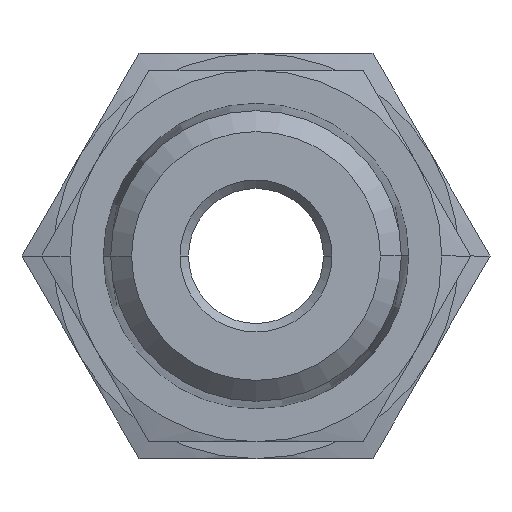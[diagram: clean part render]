
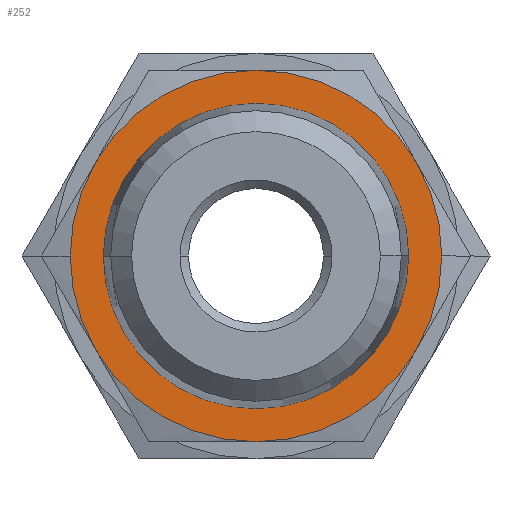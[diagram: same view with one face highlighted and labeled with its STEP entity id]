
A CAD part, left-side view. The second image highlights one B-rep face of the part: STEP entity #252.
In plain terms, the highlighted planar face has unit normal (-1, 0, 0).
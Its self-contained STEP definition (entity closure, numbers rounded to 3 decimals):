
#252 = ADVANCED_FACE( '', ( #470, #471 ), #472, .T. );
#470 = FACE_BOUND( '', #741, .T. );
#471 = FACE_OUTER_BOUND( '', #742, .T. );
#472 = PLANE( '', #743 );
#741 = EDGE_LOOP( '', ( #1464, #1465 ) );
#742 = EDGE_LOOP( '', ( #1466, #1467, #1468, #1469, #1470, #1471, #1472, #1473 ) );
#743 = AXIS2_PLACEMENT_3D( '', #1474, #1475, #1476 );
#1464 = ORIENTED_EDGE( '', *, *, #1819, .F. );
#1465 = ORIENTED_EDGE( '', *, *, #2011, .F. );
#1466 = ORIENTED_EDGE( '', *, *, #1999, .T. );
#1467 = ORIENTED_EDGE( '', *, *, #1850, .T. );
#1468 = ORIENTED_EDGE( '', *, *, #1994, .T. );
#1469 = ORIENTED_EDGE( '', *, *, #1995, .T. );
#1470 = ORIENTED_EDGE( '', *, *, #1852, .T. );
#1471 = ORIENTED_EDGE( '', *, *, #1996, .T. );
#1472 = ORIENTED_EDGE( '', *, *, #1997, .T. );
#1473 = ORIENTED_EDGE( '', *, *, #1998, .T. );
#1474 = CARTESIAN_POINT( '', ( -3.3, 10.02, 0. ) );
#1475 = DIRECTION( '', ( -1., 0., 0. ) );
#1476 = DIRECTION( '', ( 0., 1., 0. ) );
#1819 = EDGE_CURVE( '', #2114, #2116, #2117, .T. );
#1850 = EDGE_CURVE( '', #2169, #2171, #2173, .T. );
#1852 = EDGE_CURVE( '', #2177, #2174, #2178, .T. );
#1994 = EDGE_CURVE( '', #2171, #2367, #2410, .T. );
#1995 = EDGE_CURVE( '', #2367, #2177, #2411, .T. );
#1996 = EDGE_CURVE( '', #2174, #2398, #2412, .T. );
#1997 = EDGE_CURVE( '', #2398, #2390, #2413, .T. );
#1998 = EDGE_CURVE( '', #2390, #2377, #2414, .T. );
#1999 = EDGE_CURVE( '', #2377, #2169, #2415, .T. );
#2011 = EDGE_CURVE( '', #2116, #2114, #2427, .T. );
#2114 = VERTEX_POINT( '', #2584 );
#2116 = VERTEX_POINT( '', #2587 );
#2117 = CIRCLE( '', #2588, 9.04 );
#2169 = VERTEX_POINT( '', #2657 );
#2171 = VERTEX_POINT( '', #2660 );
#2173 = CIRCLE( '', #2671, 11. );
#2174 = VERTEX_POINT( '', #2672 );
#2177 = VERTEX_POINT( '', #2676 );
#2178 = CIRCLE( '', #2677, 11. );
#2367 = VERTEX_POINT( '', #2991 );
#2377 = VERTEX_POINT( '', #3039 );
#2390 = VERTEX_POINT( '', #3116 );
#2398 = VERTEX_POINT( '', #3161 );
#2410 = CIRCLE( '', #3210, 11. );
#2411 = CIRCLE( '', #3211, 11. );
#2412 = CIRCLE( '', #3212, 11. );
#2413 = CIRCLE( '', #3213, 11. );
#2414 = CIRCLE( '', #3214, 11. );
#2415 = CIRCLE( '', #3215, 11. );
#2427 = CIRCLE( '', #3227, 9.04 );
#2584 = CARTESIAN_POINT( '', ( -3.3, 9.04, 0. ) );
#2587 = CARTESIAN_POINT( '', ( -3.3, -9.04, 0. ) );
#2588 = AXIS2_PLACEMENT_3D( '', #3627, #3628, #3629 );
#2657 = CARTESIAN_POINT( '', ( -3.3, 11., 0. ) );
#2660 = CARTESIAN_POINT( '', ( -3.3, 9.526, -5.5 ) );
#2671 = AXIS2_PLACEMENT_3D( '', #3681, #3682, #3683 );
#2672 = CARTESIAN_POINT( '', ( -3.3, -11., 0. ) );
#2676 = CARTESIAN_POINT( '', ( -3.3, -9.526, -5.5 ) );
#2677 = AXIS2_PLACEMENT_3D( '', #3685, #3686, #3687 );
#2991 = CARTESIAN_POINT( '', ( -3.3, 0., -11. ) );
#3039 = CARTESIAN_POINT( '', ( -3.3, 9.526, 5.5 ) );
#3116 = CARTESIAN_POINT( '', ( -3.3, 0., 11. ) );
#3161 = CARTESIAN_POINT( '', ( -3.3, -9.526, 5.5 ) );
#3210 = AXIS2_PLACEMENT_3D( '', #3854, #3855, #3856 );
#3211 = AXIS2_PLACEMENT_3D( '', #3857, #3858, #3859 );
#3212 = AXIS2_PLACEMENT_3D( '', #3860, #3861, #3862 );
#3213 = AXIS2_PLACEMENT_3D( '', #3863, #3864, #3865 );
#3214 = AXIS2_PLACEMENT_3D( '', #3866, #3867, #3868 );
#3215 = AXIS2_PLACEMENT_3D( '', #3869, #3870, #3871 );
#3227 = AXIS2_PLACEMENT_3D( '', #3905, #3906, #3907 );
#3627 = CARTESIAN_POINT( '', ( -3.3, 0., 0. ) );
#3628 = DIRECTION( '', ( -1., 0., 0. ) );
#3629 = DIRECTION( '', ( 0., 1., 0. ) );
#3681 = CARTESIAN_POINT( '', ( -3.3, 0., 0. ) );
#3682 = DIRECTION( '', ( -1., 0., 0. ) );
#3683 = DIRECTION( '', ( 0., 1., 0. ) );
#3685 = CARTESIAN_POINT( '', ( -3.3, 0., 0. ) );
#3686 = DIRECTION( '', ( -1., 0., 0. ) );
#3687 = DIRECTION( '', ( 0., 1., 0. ) );
#3854 = CARTESIAN_POINT( '', ( -3.3, 0., 0. ) );
#3855 = DIRECTION( '', ( -1., 0., 0. ) );
#3856 = DIRECTION( '', ( 0., 1., 0. ) );
#3857 = CARTESIAN_POINT( '', ( -3.3, 0., 0. ) );
#3858 = DIRECTION( '', ( -1., 0., 0. ) );
#3859 = DIRECTION( '', ( 0., 1., 0. ) );
#3860 = CARTESIAN_POINT( '', ( -3.3, 0., 0. ) );
#3861 = DIRECTION( '', ( -1., 0., 0. ) );
#3862 = DIRECTION( '', ( 0., 1., 0. ) );
#3863 = CARTESIAN_POINT( '', ( -3.3, 0., 0. ) );
#3864 = DIRECTION( '', ( -1., 0., 0. ) );
#3865 = DIRECTION( '', ( 0., 1., 0. ) );
#3866 = CARTESIAN_POINT( '', ( -3.3, 0., 0. ) );
#3867 = DIRECTION( '', ( -1., 0., 0. ) );
#3868 = DIRECTION( '', ( 0., 1., 0. ) );
#3869 = CARTESIAN_POINT( '', ( -3.3, 0., 0. ) );
#3870 = DIRECTION( '', ( -1., 0., 0. ) );
#3871 = DIRECTION( '', ( 0., 1., 0. ) );
#3905 = CARTESIAN_POINT( '', ( -3.3, 0., 0. ) );
#3906 = DIRECTION( '', ( -1., 0., 0. ) );
#3907 = DIRECTION( '', ( 0., 1., 0. ) );
